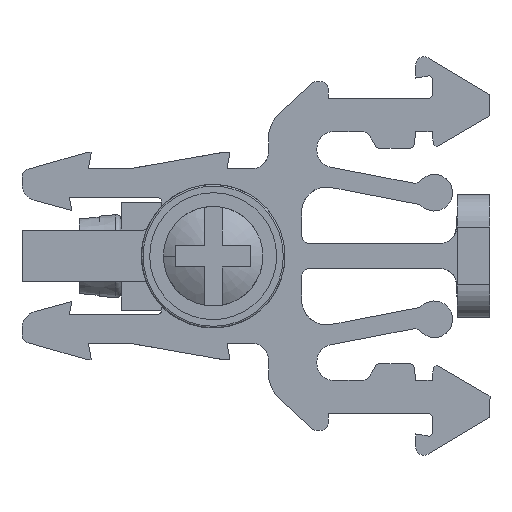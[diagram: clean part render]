
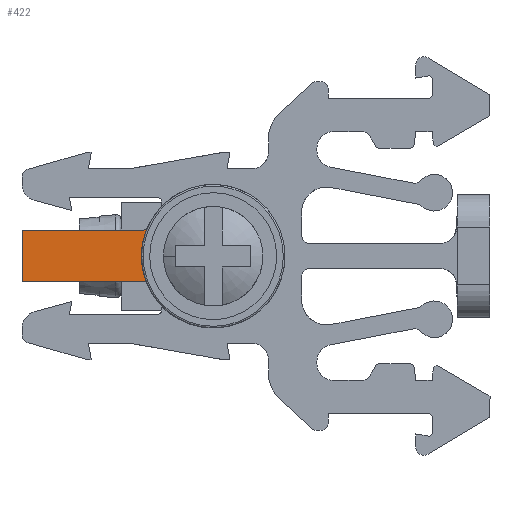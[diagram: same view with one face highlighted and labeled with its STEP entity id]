
A CAD part, left-side view. The second image highlights one B-rep face of the part: STEP entity #422.
In plain terms, the highlighted planar face has unit normal (-1, 0, 0).
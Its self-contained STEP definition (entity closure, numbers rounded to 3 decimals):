
#134 = AXIS2_PLACEMENT_3D ( 'NONE', #4453, #4486, #4463 ) ;
#146 = CIRCLE ( 'NONE', #134, 4.325 ) ;
#422 = ADVANCED_FACE ( 'NONE', ( #6348 ), #6347, .T. ) ;
#619 = AXIS2_PLACEMENT_3D ( 'NONE', #18477, #18520, #18506 ) ;
#622 = CIRCLE ( 'NONE', #619, 4.325 ) ;
#2428 = CARTESIAN_POINT ( 'NONE',  ( -203.942, -91.877, 214.425 ) ) ;
#2430 = CARTESIAN_POINT ( 'NONE',  ( -203.942, -84.538, 214.425 ) ) ;
#2613 = DIRECTION ( 'NONE',  ( 0., -1., 0. ) ) ;
#2621 = DIRECTION ( 'NONE',  ( 1., 0., 0. ) ) ;
#2627 = CARTESIAN_POINT ( 'NONE',  ( -203.942, -91.877, 218.55 ) ) ;
#2694 = DIRECTION ( 'NONE',  ( 0., 0., -1. ) ) ;
#2704 = DIRECTION ( 'NONE',  ( 0., -1., 0. ) ) ;
#2710 = LINE ( 'NONE', #2718, #9569 ) ;
#2712 = LINE ( 'NONE', #2719, #9594 ) ;
#2718 = CARTESIAN_POINT ( 'NONE',  ( -203.942, -84.538, 218.324 ) ) ;
#2719 = CARTESIAN_POINT ( 'NONE',  ( -203.942, -87.092, 217.55 ) ) ;
#2753 = LINE ( 'NONE', #2754, #9556 ) ;
#2754 = CARTESIAN_POINT ( 'NONE',  ( -203.942, -87.092, 214.425 ) ) ;
#2763 = CARTESIAN_POINT ( 'NONE',  ( -203.942, -91.877, 213.425 ) ) ;
#2765 = DIRECTION ( 'NONE',  ( 0., 1., 0. ) ) ;
#2772 = DIRECTION ( 'NONE',  ( 1., 0., 0. ) ) ;
#2773 = DIRECTION ( 'NONE',  ( 0., 1., 0. ) ) ;
#4453 = CARTESIAN_POINT ( 'NONE',  ( -203.942, -96.059, 215.971 ) ) ;
#4463 = DIRECTION ( 'NONE',  ( 0., 1., 0. ) ) ;
#4486 = DIRECTION ( 'NONE',  ( -1., 0., 0. ) ) ;
#5752 = DIRECTION ( 'NONE',  ( 0., -1., 0. ) ) ;
#5796 = DIRECTION ( 'NONE',  ( -1., 0., 0. ) ) ;
#6347 = PLANE ( 'NONE',  #23221 ) ;
#6348 = FACE_OUTER_BOUND ( 'NONE', #9831, .T. ) ;
#6349 = CARTESIAN_POINT ( 'NONE',  ( -203.942, -99.836, 188.274 ) ) ;
#7763 = VERTEX_POINT ( 'NONE', #11866 ) ;
#7860 = VERTEX_POINT ( 'NONE', #12022 ) ;
#7918 = VERTEX_POINT ( 'NONE', #12170 ) ;
#9487 = CIRCLE ( 'NONE', #9495, 1. ) ;
#9495 = AXIS2_PLACEMENT_3D ( 'NONE', #2627, #2621, #2613 ) ;
#9556 = VECTOR ( 'NONE', #2765, 1000. ) ;
#9569 = VECTOR ( 'NONE', #2694, 1000. ) ;
#9571 = CIRCLE ( 'NONE', #9604, 1. ) ;
#9594 = VECTOR ( 'NONE', #2704, 1000. ) ;
#9604 = AXIS2_PLACEMENT_3D ( 'NONE', #2763, #2772, #2773 ) ;
#9831 = EDGE_LOOP ( 'NONE', ( #13034, #13154, #13168, #13104, #13146, #13165, #13103 ) ) ;
#11866 = CARTESIAN_POINT ( 'NONE',  ( -203.942, -92.024, 214.414 ) ) ;
#12022 = CARTESIAN_POINT ( 'NONE',  ( -203.942, -91.877, 217.55 ) ) ;
#12170 = CARTESIAN_POINT ( 'NONE',  ( -203.942, -84.538, 217.55 ) ) ;
#13034 = ORIENTED_EDGE ( 'NONE', *, *, #17263, .F. ) ;
#13103 = ORIENTED_EDGE ( 'NONE', *, *, #29231, .F. ) ;
#13104 = ORIENTED_EDGE ( 'NONE', *, *, #28695, .T. ) ;
#13146 = ORIENTED_EDGE ( 'NONE', *, *, #28718, .F. ) ;
#13154 = ORIENTED_EDGE ( 'NONE', *, *, #28667, .T. ) ;
#13165 = ORIENTED_EDGE ( 'NONE', *, *, #28711, .T. ) ;
#13168 = ORIENTED_EDGE ( 'NONE', *, *, #28704, .F. ) ;
#13794 = CARTESIAN_POINT ( 'NONE',  ( -203.942, -92.038, 217.563 ) ) ;
#16476 = VERTEX_POINT ( 'NONE', #13794 ) ;
#16575 = VERTEX_POINT ( 'NONE', #22028 ) ;
#17263 = EDGE_CURVE ( 'NONE', #16476, #16575, #622, .T. ) ;
#18477 = CARTESIAN_POINT ( 'NONE',  ( -203.942, -96.059, 215.971 ) ) ;
#18506 = DIRECTION ( 'NONE',  ( 0., 1., 0. ) ) ;
#18520 = DIRECTION ( 'NONE',  ( -1., 0., 0. ) ) ;
#22028 = CARTESIAN_POINT ( 'NONE',  ( -203.942, -91.734, 215.971 ) ) ;
#23221 = AXIS2_PLACEMENT_3D ( 'NONE', #6349, #5796, #5752 ) ;
#27537 = VERTEX_POINT ( 'NONE', #2430 ) ;
#27544 = VERTEX_POINT ( 'NONE', #2428 ) ;
#28667 = EDGE_CURVE ( 'NONE', #16476, #7860, #9487, .T. ) ;
#28695 = EDGE_CURVE ( 'NONE', #7918, #27537, #2710, .T. ) ;
#28704 = EDGE_CURVE ( 'NONE', #7918, #7860, #2712, .T. ) ;
#28711 = EDGE_CURVE ( 'NONE', #27544, #7763, #9571, .T. ) ;
#28718 = EDGE_CURVE ( 'NONE', #27544, #27537, #2753, .T. ) ;
#29231 = EDGE_CURVE ( 'NONE', #16575, #7763, #146, .T. ) ;
